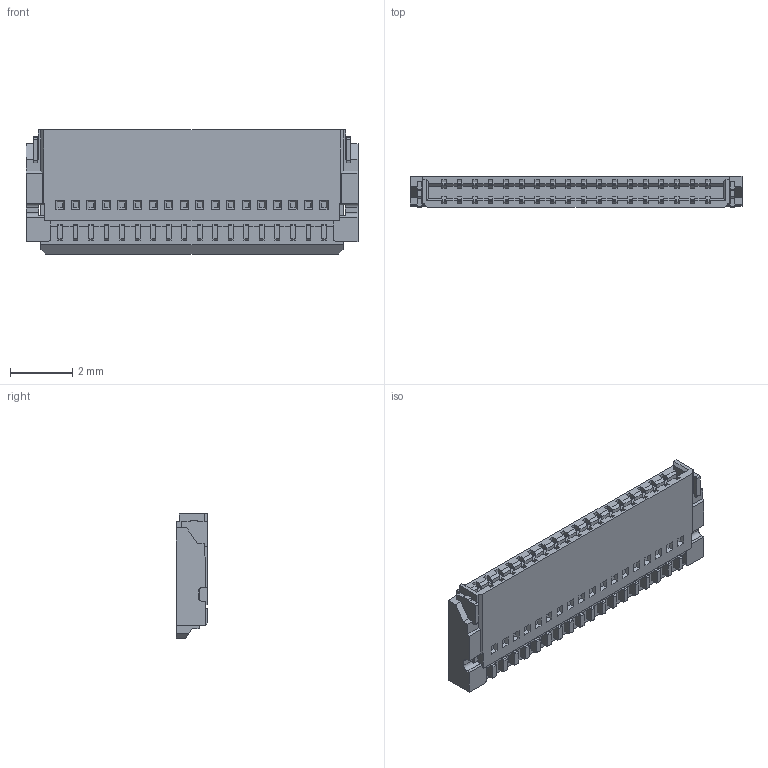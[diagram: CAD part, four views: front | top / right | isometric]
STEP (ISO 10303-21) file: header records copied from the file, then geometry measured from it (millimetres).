
FILE_DESCRIPTION (( 'STEP AP214' ), '1' );
FILE_NAME ('503480-1800.STEP', '2024-03-26T11:19:12', ( '' ), ( '' ), 'SwSTEP 2.0', 'SolidWorks 2021', '' );
FILE_SCHEMA (( 'AUTOMOTIVE_DESIGN' ));
Length unit declared in the file: millimetre
Products named in the file (2): 503480-1800; 503480-xxxx_18
Assembly tree (1 placements, depth 2):
  503480-1800
    503480-xxxx_18
Bounding box: 10.7 x 1.02 x 4 mm (x, y, z)
Volume: 29.7 mm3; surface area: 257.1 mm2
Topology: 40 solids, 40 shells, 1079 faces, 2950 edges, 1966 vertices
Faces by surface type: plane 865, cylinder 214
Entity records: 34265 total; most frequent: CARTESIAN_POINT 5999, ORIENTED_EDGE 5900, DIRECTION 5548, EDGE_CURVE 2950, LINE 2518, VECTOR 2518, VERTEX_POINT 1966, AXIS2_PLACEMENT_3D 1515
